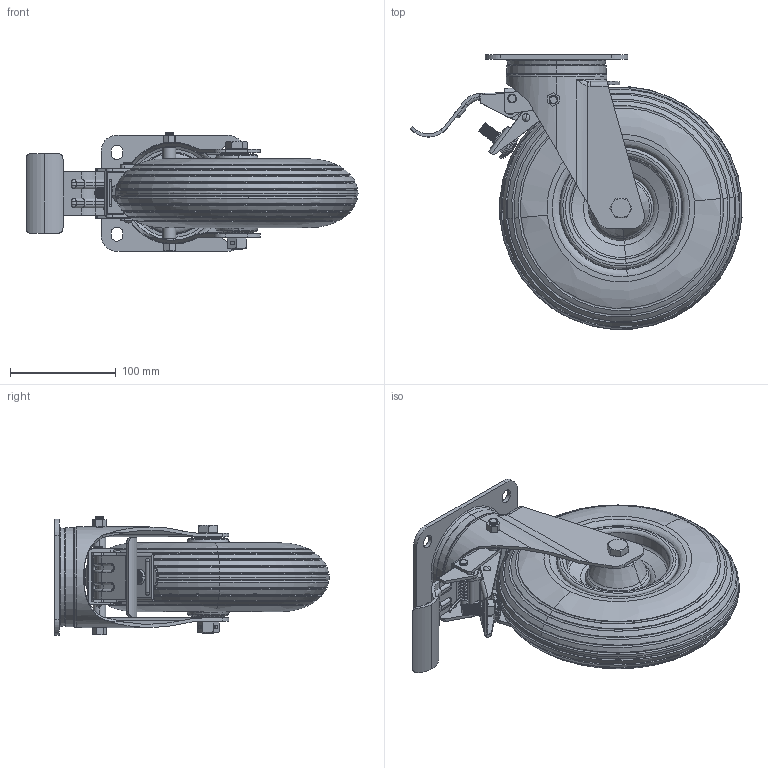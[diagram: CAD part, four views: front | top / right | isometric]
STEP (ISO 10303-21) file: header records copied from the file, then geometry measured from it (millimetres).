
FILE_DESCRIPTION (( 'STEP AP214' ), '1' );
FILE_NAME ('0018605_L-IP-LRS1-230-R-3-DSV_(A-01).step', '2019-04-15T07:35:36', ( '' ), ( '' ), 'SwSTEP 2.0', 'SolidWorks 2018', '' );
FILE_SCHEMA (( 'AUTOMOTIVE_DESIGN' ));
Length unit declared in the file: millimetre
Products named in the file (1): 0018605_L-IP-LRS1-230-R-3-DSV_(A-01)
Bounding box: 314.26 x 259.63 x 112.4 mm (x, y, z)
Surface area: 467148 mm2 (no closed solid volume)
Topology: 0 solids, 46 shells, 1150 faces, 3327 edges, 2172 vertices
Faces by surface type: cylinder 368, plane 339, torus 210, bspline 129, cone 96, sphere 8
Entity records: 89524 total; most frequent: CARTESIAN_POINT 47840, ORIENTED_EDGE 5920, DIRECTION 5874, EDGE_CURVE 3293, AXIS2_PLACEMENT_3D 2234, VERTEX_POINT 2160, LINE 1406, VECTOR 1406
